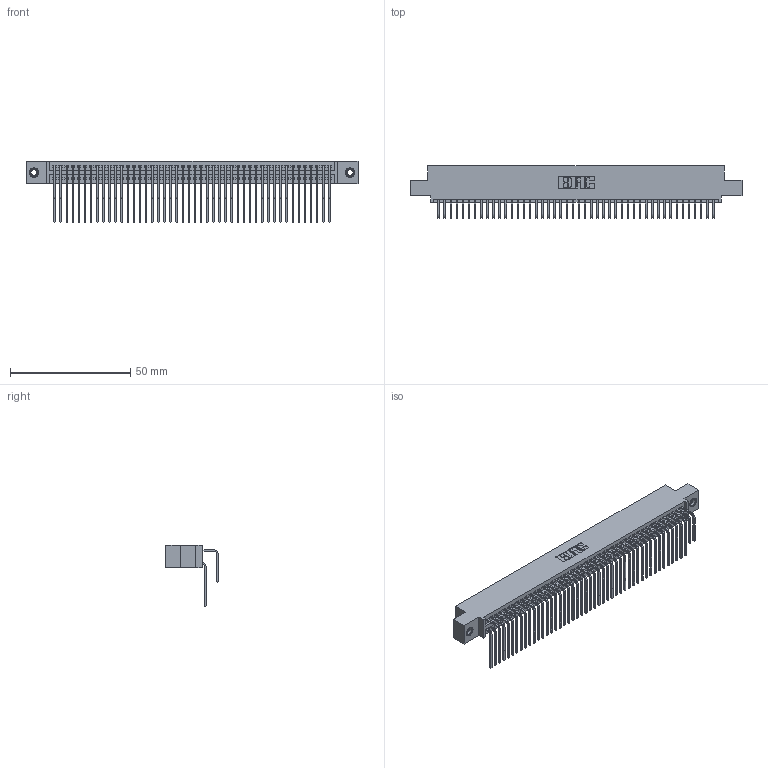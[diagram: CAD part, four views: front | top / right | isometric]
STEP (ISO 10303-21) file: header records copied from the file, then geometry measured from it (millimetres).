
FILE_DESCRIPTION (( 'STEP AP203' ), '1' );
FILE_NAME ('395-092-558-507.STEP', '2019-10-25T20:31:47', ( '' ), ( '' ), 'SwSTEP 2.0', 'SolidWorks 2016', '' );
FILE_SCHEMA (( 'CONFIG_CONTROL_DESIGN' ));
Length unit declared in the file: inch
Products named in the file (5): 345 Part_0.110 Offset - 0.156 Dia-TI; 345-292-001_558 559 Tail - 1; 345-292-001_558 Tail - 2; 345-250-001_345-250-005-103; 395-092-558-507
Assembly tree (95 placements, depth 2):
  395-092-558-507
    345 Part_0.110 Offset - 0.156 Dia-TI
    345-292-001_558 559 Tail - 1  x46
    345-292-001_558 Tail - 2  x46
    345-250-001_345-250-005-103  x2
Bounding box: 138.05 x 21.83 x 25.53 mm (x, y, z)
Volume: 13891.2 mm3; surface area: 23227.3 mm2
Topology: 95 solids, 95 shells, 4974 faces, 14749 edges, 9702 vertices
Faces by surface type: plane 3336, cylinder 1622, cone 12, torus 4
Entity records: 38524 total; most frequent: CARTESIAN_POINT 6482, ORIENTED_EDGE 6358, DIRECTION 5709, EDGE_CURVE 3179, LINE 2803, VECTOR 2803, VERTEX_POINT 2112, AXIS2_PLACEMENT_3D 1453
